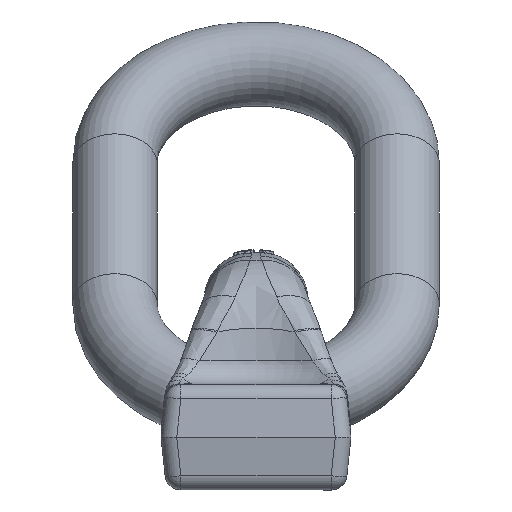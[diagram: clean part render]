
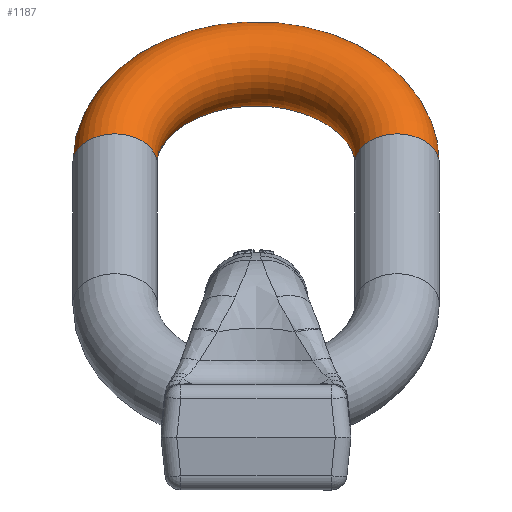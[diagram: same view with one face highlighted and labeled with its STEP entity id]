
A CAD part, left-side view. The second image highlights one B-rep face of the part: STEP entity #1187.
In plain terms, the highlighted toroidal (fillet/blend) face has major radius 53.5 mm and minor radius 16 mm.
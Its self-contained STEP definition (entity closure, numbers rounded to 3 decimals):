
#132=TOROIDAL_SURFACE('',#6449,53.5,16.);
#220=FACE_BOUND('',#2144,.T.);
#221=FACE_BOUND('',#2145,.T.);
#797=CIRCLE('',#6447,16.);
#798=CIRCLE('',#6448,16.);
#1187=ADVANCED_FACE('',(#220,#221),#132,.T.);
#2144=EDGE_LOOP('',(#4097));
#2145=EDGE_LOOP('',(#4098));
#4097=ORIENTED_EDGE('',*,*,#5617,.T.);
#4098=ORIENTED_EDGE('',*,*,#5618,.T.);
#4670=VERTEX_POINT('',#22768);
#4671=VERTEX_POINT('',#22770);
#5617=EDGE_CURVE('',#4670,#4670,#797,.T.);
#5618=EDGE_CURVE('',#4671,#4671,#798,.T.);
#6447=AXIS2_PLACEMENT_3D('',#22767,#7124,#7125);
#6448=AXIS2_PLACEMENT_3D('',#22769,#7126,#7127);
#6449=AXIS2_PLACEMENT_3D('',#22771,#7128,#7129);
#7124=DIRECTION('',(0.707,0.,0.707));
#7125=DIRECTION('',(0.707,0.,-0.707));
#7126=DIRECTION('',(0.707,0.,0.707));
#7127=DIRECTION('',(0.707,0.,-0.707));
#7128=DIRECTION('',(0.707,0.,-0.707));
#7129=DIRECTION('',(0.,1.,0.));
#22767=CARTESIAN_POINT('',(93.692,53.5,123.692));
#22768=CARTESIAN_POINT('',(105.005,53.5,112.378));
#22769=CARTESIAN_POINT('',(93.692,-53.5,123.692));
#22770=CARTESIAN_POINT('',(105.005,-53.5,112.378));
#22771=CARTESIAN_POINT('',(93.692,0.,123.692));
